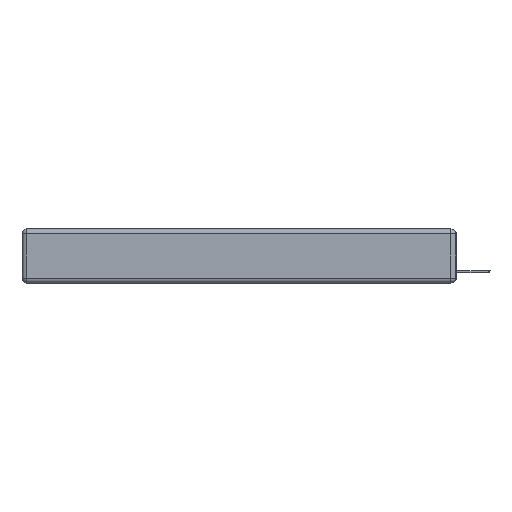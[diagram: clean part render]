
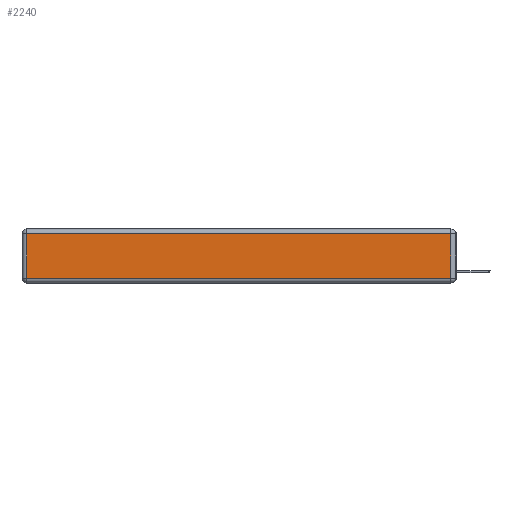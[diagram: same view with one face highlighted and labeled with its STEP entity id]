
A CAD part, left-side view. The second image highlights one B-rep face of the part: STEP entity #2240.
In plain terms, the highlighted planar face has unit normal (-1, 0, 0).
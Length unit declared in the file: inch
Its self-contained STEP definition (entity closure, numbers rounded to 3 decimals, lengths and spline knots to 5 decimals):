
#718 = EDGE_CURVE ( 'NONE', #7111, #8652, #7560, .T. ) ;
#1250 = PLANE ( 'NONE',  #7000 ) ;
#2240 = ADVANCED_FACE ( 'NONE', ( #10561 ), #1250, .T. ) ;
#2389 = CARTESIAN_POINT ( 'NONE',  ( 0., 2.72, -0.313 ) ) ;
#2586 = CARTESIAN_POINT ( 'NONE',  ( 0., 0.03, -0.313 ) ) ;
#5094 = ORIENTED_EDGE ( 'NONE', *, *, #718, .T. ) ;
#5191 = DIRECTION ( 'NONE',  ( 0., -1., 0. ) ) ;
#5494 = VERTEX_POINT ( 'NONE', #2389 ) ;
#5606 = VERTEX_POINT ( 'NONE', #2586 ) ;
#5941 = DIRECTION ( 'NONE',  ( 0., 0., 1. ) ) ;
#6064 = ORIENTED_EDGE ( 'NONE', *, *, #6908, .T. ) ;
#6264 = VECTOR ( 'NONE', #5941, 39.37008 ) ;
#6908 = EDGE_CURVE ( 'NONE', #8652, #5494, #14105, .T. ) ;
#6999 = LINE ( 'NONE', #11921, #9259 ) ;
#7000 = AXIS2_PLACEMENT_3D ( 'NONE', #8052, #9278, #9079 ) ;
#7111 = VERTEX_POINT ( 'NONE', #8643 ) ;
#7560 = LINE ( 'NONE', #7822, #12626 ) ;
#7822 = CARTESIAN_POINT ( 'NONE',  ( 0., 2.75, -0.03 ) ) ;
#8052 = CARTESIAN_POINT ( 'NONE',  ( 0., 0., -0.343 ) ) ;
#8643 = CARTESIAN_POINT ( 'NONE',  ( 0., 0.03, -0.03 ) ) ;
#8652 = VERTEX_POINT ( 'NONE', #11840 ) ;
#9079 = DIRECTION ( 'NONE',  ( 0., 0., 1. ) ) ;
#9259 = VECTOR ( 'NONE', #5191, 39.37008 ) ;
#9278 = DIRECTION ( 'NONE',  ( -1., 0., 0. ) ) ;
#9327 = DIRECTION ( 'NONE',  ( 0., 1., 0. ) ) ;
#9383 = EDGE_CURVE ( 'NONE', #5494, #5606, #6999, .T. ) ;
#9672 = CARTESIAN_POINT ( 'NONE',  ( 0., 2.72, -0.343 ) ) ;
#10561 = FACE_OUTER_BOUND ( 'NONE', #13524, .T. ) ;
#10597 = VECTOR ( 'NONE', #12949, 39.37008 ) ;
#11329 = ORIENTED_EDGE ( 'NONE', *, *, #14072, .T. ) ;
#11840 = CARTESIAN_POINT ( 'NONE',  ( 0., 2.72, -0.03 ) ) ;
#11921 = CARTESIAN_POINT ( 'NONE',  ( 0., 0., -0.313 ) ) ;
#12027 = LINE ( 'NONE', #12642, #6264 ) ;
#12626 = VECTOR ( 'NONE', #9327, 39.37008 ) ;
#12642 = CARTESIAN_POINT ( 'NONE',  ( 0., 0.03, -0.343 ) ) ;
#12949 = DIRECTION ( 'NONE',  ( 0., 0., -1. ) ) ;
#13524 = EDGE_LOOP ( 'NONE', ( #14411, #11329, #5094, #6064 ) ) ;
#14072 = EDGE_CURVE ( 'NONE', #5606, #7111, #12027, .T. ) ;
#14105 = LINE ( 'NONE', #9672, #10597 ) ;
#14411 = ORIENTED_EDGE ( 'NONE', *, *, #9383, .T. ) ;
